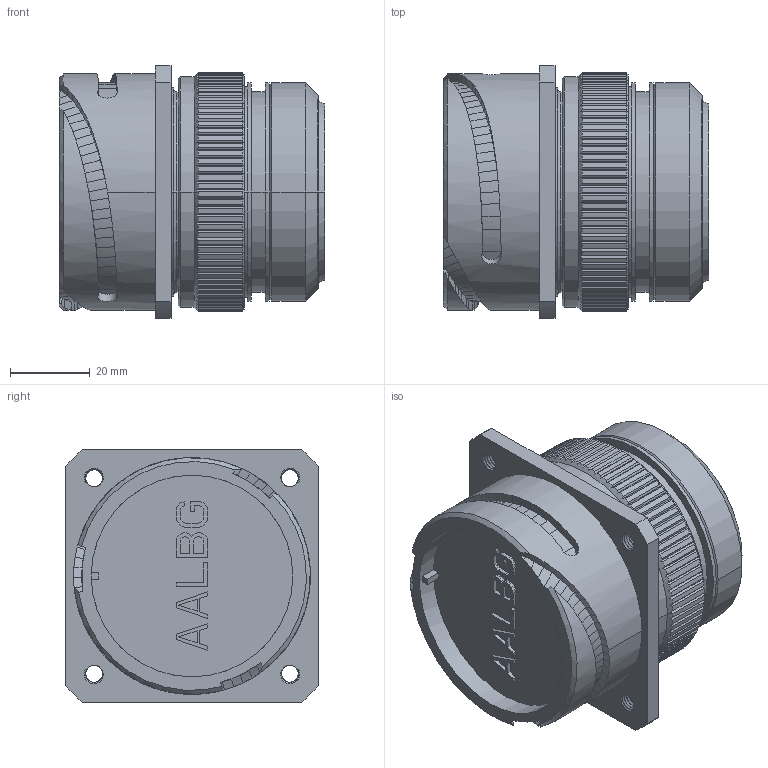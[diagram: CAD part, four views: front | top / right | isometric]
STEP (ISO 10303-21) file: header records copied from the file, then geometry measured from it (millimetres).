
FILE_DESCRIPTION((''),'2;1');
FILE_NAME('VG95234N-36_SW0001','2023-03-23T11:01:29',('paultorloting'),('NET AG system integration'),'CREO PARAMETRIC BY PTC INC, 2021404','CREO PARAMETRIC BY PTC INC, 2021404','');
FILE_SCHEMA(('AUTOMOTIVE_DESIGN { 1 0 10303 214 1 1 1 1 }'));
Length unit declared in the file: millimetre
Products named in the file (1): VG95234N-36_SW0001
Bounding box: 66.65 x 63.5 x 63.5 mm (x, y, z)
Volume: 154119 mm3; surface area: 27391 mm2
Topology: 1 solids, 1 shells, 886 faces, 2397 edges, 1545 vertices
Faces by surface type: plane 455, bspline 231, cylinder 164, cone 24, torus 12
Entity records: 40552 total; most frequent: CARTESIAN_POINT 15405, ORIENTED_EDGE 4794, DIRECTION 3211, EDGE_CURVE 2397, VERTEX_POINT 1545, VECTOR 1276, LINE 1276, AXIS2_PLACEMENT_3D 966
